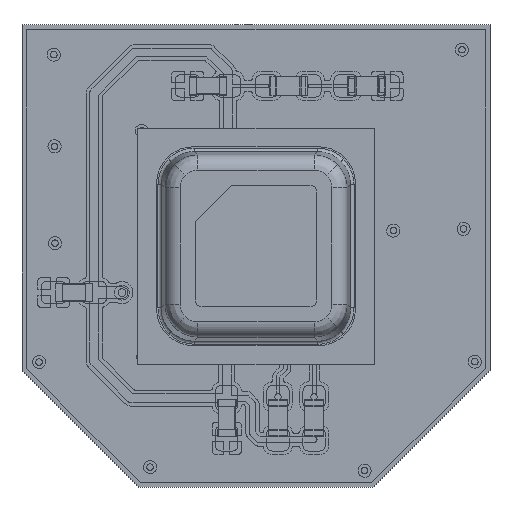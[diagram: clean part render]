
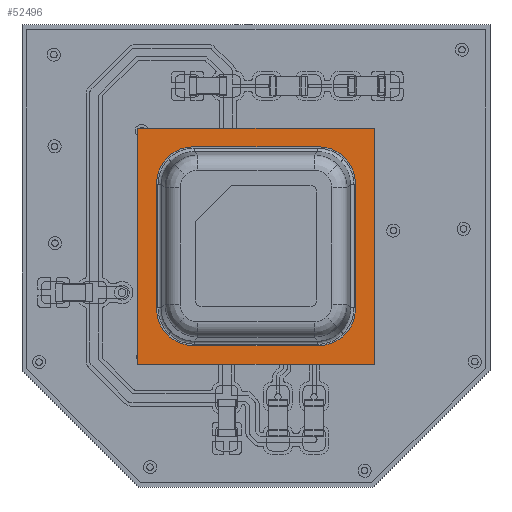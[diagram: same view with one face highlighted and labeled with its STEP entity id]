
A CAD part, top view. The second image highlights one B-rep face of the part: STEP entity #52496.
In plain terms, the highlighted planar face has unit normal (0, 0, 1).
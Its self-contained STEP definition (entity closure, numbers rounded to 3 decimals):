
#48093 = EDGE_CURVE('',#48094,#48096,#48098,.T.);
#48094 = VERTEX_POINT('',#48095);
#48095 = CARTESIAN_POINT('',(-2.67,4.25,0.));
#48096 = VERTEX_POINT('',#48097);
#48097 = CARTESIAN_POINT('',(2.67,4.25,0.));
#48098 = LINE('',#48099,#48100);
#48099 = CARTESIAN_POINT('',(-4.25,4.25,0.));
#48100 = VECTOR('',#48101,1.);
#48101 = DIRECTION('',(1.,0.,0.));
#48133 = EDGE_CURVE('',#48134,#48136,#48138,.T.);
#48134 = VERTEX_POINT('',#48135);
#48135 = CARTESIAN_POINT('',(-4.25,-2.67,0.));
#48136 = VERTEX_POINT('',#48137);
#48137 = CARTESIAN_POINT('',(-4.25,2.67,0.));
#48138 = LINE('',#48139,#48140);
#48139 = CARTESIAN_POINT('',(-4.25,4.25,0.));
#48140 = VECTOR('',#48141,1.);
#48141 = DIRECTION('',(0.,1.,0.));
#48173 = EDGE_CURVE('',#48174,#48176,#48178,.T.);
#48174 = VERTEX_POINT('',#48175);
#48175 = CARTESIAN_POINT('',(2.67,-4.25,0.));
#48176 = VERTEX_POINT('',#48177);
#48177 = CARTESIAN_POINT('',(-2.67,-4.25,0.));
#48178 = LINE('',#48179,#48180);
#48179 = CARTESIAN_POINT('',(-4.25,-4.25,0.));
#48180 = VECTOR('',#48181,1.);
#48181 = DIRECTION('',(-1.,0.,0.));
#48224 = VERTEX_POINT('',#48225);
#48225 = CARTESIAN_POINT('',(4.25,-2.67,0.));
#48231 = EDGE_CURVE('',#48232,#48224,#48234,.T.);
#48232 = VERTEX_POINT('',#48233);
#48233 = CARTESIAN_POINT('',(4.25,2.67,0.));
#48234 = LINE('',#48235,#48236);
#48235 = CARTESIAN_POINT('',(4.25,4.25,0.));
#48236 = VECTOR('',#48237,1.);
#48237 = DIRECTION('',(0.,-1.,0.));
#48633 = EDGE_CURVE('',#48224,#48174,#48634,.T.);
#48634 = CIRCLE('',#48635,1.58);
#48635 = AXIS2_PLACEMENT_3D('',#48636,#48637,#48638);
#48636 = CARTESIAN_POINT('',(2.67,-2.67,0.));
#48637 = DIRECTION('',(0.,0.,-1.));
#48638 = DIRECTION('',(0.,1.,0.));
#48651 = EDGE_CURVE('',#48176,#48134,#48652,.T.);
#48652 = CIRCLE('',#48653,1.58);
#48653 = AXIS2_PLACEMENT_3D('',#48654,#48655,#48656);
#48654 = CARTESIAN_POINT('',(-2.67,-2.67,0.));
#48655 = DIRECTION('',(0.,0.,-1.));
#48656 = DIRECTION('',(0.,1.,0.));
#48669 = EDGE_CURVE('',#48136,#48094,#48670,.T.);
#48670 = CIRCLE('',#48671,1.58);
#48671 = AXIS2_PLACEMENT_3D('',#48672,#48673,#48674);
#48672 = CARTESIAN_POINT('',(-2.67,2.67,0.));
#48673 = DIRECTION('',(0.,0.,-1.));
#48674 = DIRECTION('',(0.,1.,0.));
#48687 = EDGE_CURVE('',#48096,#48232,#48688,.T.);
#48688 = CIRCLE('',#48689,1.58);
#48689 = AXIS2_PLACEMENT_3D('',#48690,#48691,#48692);
#48690 = CARTESIAN_POINT('',(2.67,2.67,0.));
#48691 = DIRECTION('',(0.,0.,-1.));
#48692 = DIRECTION('',(0.,1.,0.));
#52387 = VERTEX_POINT('',#52388);
#52388 = CARTESIAN_POINT('',(-5.05,-5.05,0.));
#52394 = EDGE_CURVE('',#52387,#52395,#52397,.T.);
#52395 = VERTEX_POINT('',#52396);
#52396 = CARTESIAN_POINT('',(-5.05,5.05,0.));
#52397 = LINE('',#52398,#52399);
#52398 = CARTESIAN_POINT('',(-5.05,-5.05,0.));
#52399 = VECTOR('',#52400,1.);
#52400 = DIRECTION('',(0.,1.,0.));
#52418 = EDGE_CURVE('',#52395,#52419,#52421,.T.);
#52419 = VERTEX_POINT('',#52420);
#52420 = CARTESIAN_POINT('',(5.05,5.05,0.));
#52421 = LINE('',#52422,#52423);
#52422 = CARTESIAN_POINT('',(-5.05,5.05,0.));
#52423 = VECTOR('',#52424,1.);
#52424 = DIRECTION('',(1.,0.,0.));
#52442 = EDGE_CURVE('',#52419,#52443,#52445,.T.);
#52443 = VERTEX_POINT('',#52444);
#52444 = CARTESIAN_POINT('',(5.05,-5.05,0.));
#52445 = LINE('',#52446,#52447);
#52446 = CARTESIAN_POINT('',(5.05,5.05,0.));
#52447 = VECTOR('',#52448,1.);
#52448 = DIRECTION('',(0.,-1.,0.));
#52466 = EDGE_CURVE('',#52443,#52387,#52467,.T.);
#52467 = LINE('',#52468,#52469);
#52468 = CARTESIAN_POINT('',(5.05,-5.05,0.));
#52469 = VECTOR('',#52470,1.);
#52470 = DIRECTION('',(-1.,0.,0.));
#52496 = ADVANCED_FACE('',(#52497,#52507),#52513,.T.);
#52497 = FACE_BOUND('',#52498,.T.);
#52498 = EDGE_LOOP('',(#52499,#52500,#52501,#52502,#52503,#52504,#52505,
    #52506));
#52499 = ORIENTED_EDGE('',*,*,#48687,.T.);
#52500 = ORIENTED_EDGE('',*,*,#48231,.T.);
#52501 = ORIENTED_EDGE('',*,*,#48633,.T.);
#52502 = ORIENTED_EDGE('',*,*,#48173,.T.);
#52503 = ORIENTED_EDGE('',*,*,#48651,.T.);
#52504 = ORIENTED_EDGE('',*,*,#48133,.T.);
#52505 = ORIENTED_EDGE('',*,*,#48669,.T.);
#52506 = ORIENTED_EDGE('',*,*,#48093,.T.);
#52507 = FACE_BOUND('',#52508,.T.);
#52508 = EDGE_LOOP('',(#52509,#52510,#52511,#52512));
#52509 = ORIENTED_EDGE('',*,*,#52466,.F.);
#52510 = ORIENTED_EDGE('',*,*,#52442,.F.);
#52511 = ORIENTED_EDGE('',*,*,#52418,.F.);
#52512 = ORIENTED_EDGE('',*,*,#52394,.F.);
#52513 = PLANE('',#52514);
#52514 = AXIS2_PLACEMENT_3D('',#52515,#52516,#52517);
#52515 = CARTESIAN_POINT('',(-5.05,-5.05,0.));
#52516 = DIRECTION('',(0.,0.,1.));
#52517 = DIRECTION('',(1.,0.,0.));
